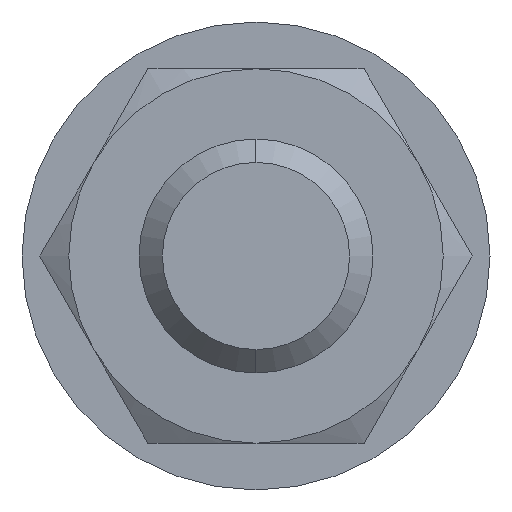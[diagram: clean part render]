
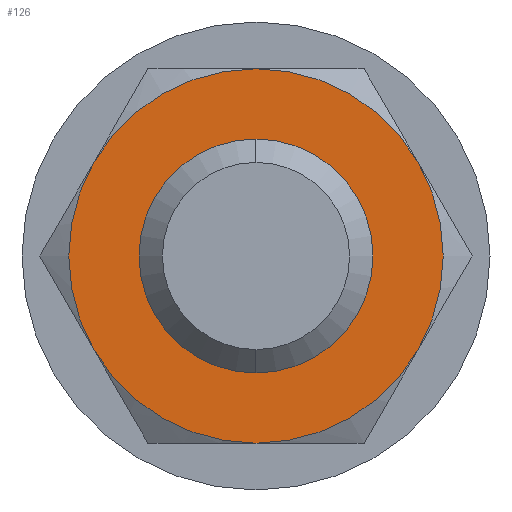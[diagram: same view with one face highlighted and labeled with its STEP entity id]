
A CAD part, left-side view. The second image highlights one B-rep face of the part: STEP entity #126.
In plain terms, the highlighted face is planar.
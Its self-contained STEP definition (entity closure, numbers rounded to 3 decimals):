
#4 = CARTESIAN_POINT ( 'NONE',  ( 0., 0., -4.7 ) ) ;
#30 = DIRECTION ( 'NONE',  ( 1., 0., 0. ) ) ;
#41 = CARTESIAN_POINT ( 'NONE',  ( 2.5, 0., -4.7 ) ) ;
#45 = EDGE_CURVE ( 'NONE', #595, #396, #797, .T. ) ;
#71 = AXIS2_PLACEMENT_3D ( 'NONE', #366, #1459, #30 ) ;
#81 = AXIS2_PLACEMENT_3D ( 'NONE', #883, #879, #422 ) ;
#117 = AXIS2_PLACEMENT_3D ( 'NONE', #871, #235, #874 ) ;
#126 = ADVANCED_FACE ( 'NONE', ( #744, #1420 ), #312, .T. ) ;
#147 = ORIENTED_EDGE ( 'NONE', *, *, #2020, .F. ) ;
#155 = CARTESIAN_POINT ( 'NONE',  ( -2., 3.464, -4.7 ) ) ;
#163 = DIRECTION ( 'NONE',  ( -1., 0., 0. ) ) ;
#199 = VERTEX_POINT ( 'NONE', #1161 ) ;
#211 = CARTESIAN_POINT ( 'NONE',  ( 4., 0., -4.7 ) ) ;
#235 = DIRECTION ( 'NONE',  ( 0., 0., 1. ) ) ;
#237 = EDGE_CURVE ( 'NONE', #396, #595, #1847, .T. ) ;
#242 = ORIENTED_EDGE ( 'NONE', *, *, #45, .T. ) ;
#266 = ORIENTED_EDGE ( 'NONE', *, *, #1734, .F. ) ;
#302 = ORIENTED_EDGE ( 'NONE', *, *, #983, .F. ) ;
#305 = EDGE_CURVE ( 'NONE', #1392, #963, #1550, .T. ) ;
#312 = PLANE ( 'NONE',  #2039 ) ;
#366 = CARTESIAN_POINT ( 'NONE',  ( 0., 0., -4.7 ) ) ;
#396 = VERTEX_POINT ( 'NONE', #452 ) ;
#422 = DIRECTION ( 'NONE',  ( -1., 0., 0. ) ) ;
#452 = CARTESIAN_POINT ( 'NONE',  ( -2.5, 0., -4.7 ) ) ;
#457 = DIRECTION ( 'NONE',  ( 0., 0., 1. ) ) ;
#462 = CIRCLE ( 'NONE', #917, 4. ) ;
#467 = ORIENTED_EDGE ( 'NONE', *, *, #237, .T. ) ;
#558 = EDGE_CURVE ( 'NONE', #963, #199, #611, .T. ) ;
#572 = VERTEX_POINT ( 'NONE', #653 ) ;
#578 = ORIENTED_EDGE ( 'NONE', *, *, #305, .F. ) ;
#595 = VERTEX_POINT ( 'NONE', #41 ) ;
#611 = CIRCLE ( 'NONE', #71, 4. ) ;
#653 = CARTESIAN_POINT ( 'NONE',  ( -2., -3.464, -4.7 ) ) ;
#671 = CARTESIAN_POINT ( 'NONE',  ( 0., 0., -4.7 ) ) ;
#719 = AXIS2_PLACEMENT_3D ( 'NONE', #1672, #1951, #1833 ) ;
#744 = FACE_BOUND ( 'NONE', #922, .T. ) ;
#783 = CIRCLE ( 'NONE', #1768, 4. ) ;
#797 = CIRCLE ( 'NONE', #1419, 2.5 ) ;
#871 = CARTESIAN_POINT ( 'NONE',  ( 0., 0., -4.7 ) ) ;
#874 = DIRECTION ( 'NONE',  ( -1., 0., 0. ) ) ;
#879 = DIRECTION ( 'NONE',  ( 0., 0., 1. ) ) ;
#883 = CARTESIAN_POINT ( 'NONE',  ( 0., 0., -4.7 ) ) ;
#884 = CIRCLE ( 'NONE', #719, 4. ) ;
#917 = AXIS2_PLACEMENT_3D ( 'NONE', #1547, #457, #941 ) ;
#922 = EDGE_LOOP ( 'NONE', ( #242, #467 ) ) ;
#941 = DIRECTION ( 'NONE',  ( -1., 0., 0. ) ) ;
#963 = VERTEX_POINT ( 'NONE', #211 ) ;
#964 = DIRECTION ( 'NONE',  ( -1., 0., 0. ) ) ;
#983 = EDGE_CURVE ( 'NONE', #572, #1392, #884, .T. ) ;
#1053 = DIRECTION ( 'NONE',  ( -1., 0., 0. ) ) ;
#1066 = EDGE_CURVE ( 'NONE', #1619, #572, #462, .T. ) ;
#1081 = EDGE_LOOP ( 'NONE', ( #1652, #266, #147, #1139, #578, #302 ) ) ;
#1107 = DIRECTION ( 'NONE',  ( 0., 0., 1. ) ) ;
#1139 = ORIENTED_EDGE ( 'NONE', *, *, #558, .F. ) ;
#1161 = CARTESIAN_POINT ( 'NONE',  ( 2., 3.464, -4.7 ) ) ;
#1276 = VERTEX_POINT ( 'NONE', #155 ) ;
#1277 = DIRECTION ( 'NONE',  ( 0., 0., 1. ) ) ;
#1324 = CARTESIAN_POINT ( 'NONE',  ( 2., -3.464, -4.7 ) ) ;
#1372 = DIRECTION ( 'NONE',  ( 0., 0., 1. ) ) ;
#1378 = CARTESIAN_POINT ( 'NONE',  ( -4., 0., -4.7 ) ) ;
#1392 = VERTEX_POINT ( 'NONE', #1324 ) ;
#1402 = CARTESIAN_POINT ( 'NONE',  ( 0., 4.619, -4.7 ) ) ;
#1419 = AXIS2_PLACEMENT_3D ( 'NONE', #2003, #1372, #1053 ) ;
#1420 = FACE_OUTER_BOUND ( 'NONE', #1081, .T. ) ;
#1459 = DIRECTION ( 'NONE',  ( 0., 0., 1. ) ) ;
#1547 = CARTESIAN_POINT ( 'NONE',  ( 0., 0., -4.7 ) ) ;
#1550 = CIRCLE ( 'NONE', #81, 4. ) ;
#1590 = AXIS2_PLACEMENT_3D ( 'NONE', #4, #1107, #163 ) ;
#1619 = VERTEX_POINT ( 'NONE', #1378 ) ;
#1652 = ORIENTED_EDGE ( 'NONE', *, *, #1066, .F. ) ;
#1672 = CARTESIAN_POINT ( 'NONE',  ( 0., 0., -4.7 ) ) ;
#1734 = EDGE_CURVE ( 'NONE', #1276, #1619, #783, .T. ) ;
#1753 = CIRCLE ( 'NONE', #1590, 4. ) ;
#1768 = AXIS2_PLACEMENT_3D ( 'NONE', #671, #1277, #964 ) ;
#1833 = DIRECTION ( 'NONE',  ( -1., 0., 0. ) ) ;
#1847 = CIRCLE ( 'NONE', #117, 2.5 ) ;
#1880 = DIRECTION ( 'NONE',  ( -1., 0., 0. ) ) ;
#1896 = DIRECTION ( 'NONE',  ( 0., 0., -1. ) ) ;
#1951 = DIRECTION ( 'NONE',  ( 0., 0., 1. ) ) ;
#2003 = CARTESIAN_POINT ( 'NONE',  ( 0., 0., -4.7 ) ) ;
#2020 = EDGE_CURVE ( 'NONE', #199, #1276, #1753, .T. ) ;
#2039 = AXIS2_PLACEMENT_3D ( 'NONE', #1402, #1896, #1880 ) ;
